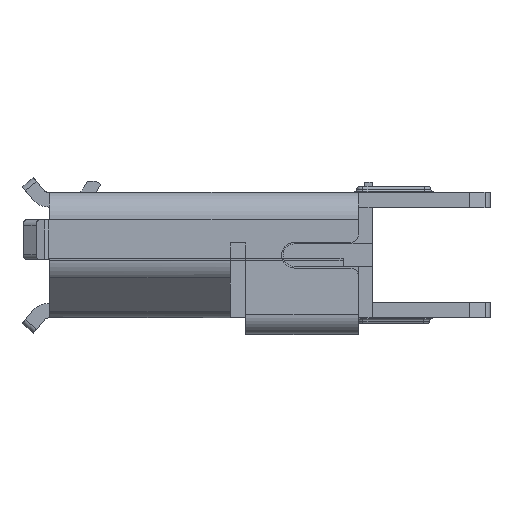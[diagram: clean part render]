
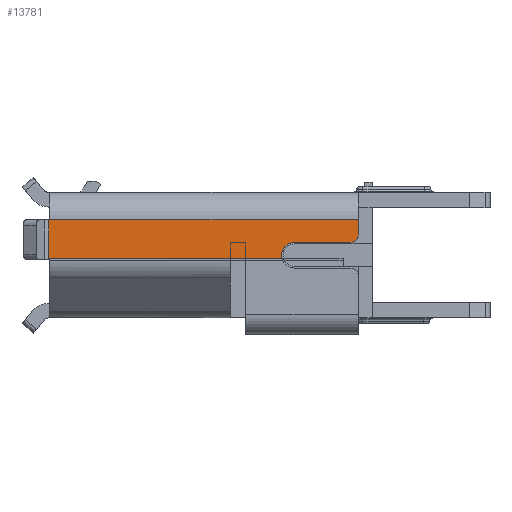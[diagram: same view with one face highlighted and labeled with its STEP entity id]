
A CAD part, left-side view. The second image highlights one B-rep face of the part: STEP entity #13781.
In plain terms, the highlighted planar face has unit normal (-1, 0, 0).
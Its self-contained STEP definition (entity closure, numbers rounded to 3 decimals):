
#4021=CARTESIAN_POINT('',(11.,-15.05,1.641));
#4022=CARTESIAN_POINT('',(11.,-15.05,1.638));
#4023=CARTESIAN_POINT('',(11.,-15.05,1.634));
#4024=CARTESIAN_POINT('',(11.,-15.05,1.627));
#4025=CARTESIAN_POINT('',(11.,-15.05,1.622));
#4026=CARTESIAN_POINT('',(11.,-15.05,1.62));
#4028=DIRECTION('',(0.,1.,0.));
#4029=VECTOR('',#4028,4.537);
#4030=CARTESIAN_POINT('',(11.,-19.587,1.641));
#4031=LINE('',#4030,#4029);
#4040=CARTESIAN_POINT('',(11.,-19.83,1.7));
#4041=DIRECTION('',(1.,0.,0.));
#4042=DIRECTION('',(0.,0.971,-0.237));
#4043=AXIS2_PLACEMENT_3D('',#4040,#4041,#4042);
#4045=DIRECTION('',(0.,1.,0.));
#4046=VECTOR('',#4045,0.02);
#4047=CARTESIAN_POINT('',(11.,-15.05,2.39));
#4048=LINE('',#4047,#4046);
#4049=DIRECTION('',(0.,0.,1.));
#4050=VECTOR('',#4049,0.29);
#4051=CARTESIAN_POINT('',(11.,-21.08,2.1));
#4052=LINE('',#4051,#4050);
#4053=CARTESIAN_POINT('',(11.,-20.93,2.1));
#4054=DIRECTION('',(-1.,0.,0.));
#4055=DIRECTION('',(0.,0.,-1.));
#4056=AXIS2_PLACEMENT_3D('',#4053,#4054,#4055);
#4067=CARTESIAN_POINT('',(11.,-15.05,1.62));
#4068=CARTESIAN_POINT('',(11.,-15.043,1.62));
#4069=CARTESIAN_POINT('',(11.,-15.037,1.62));
#4070=CARTESIAN_POINT('',(11.,-15.03,1.62));
#4333=DIRECTION('',(0.,-1.,0.));
#4334=VECTOR('',#4333,6.03);
#4335=CARTESIAN_POINT('',(11.,-15.05,2.39));
#4336=LINE('',#4335,#4334);
#4362=DIRECTION('',(0.,1.,0.));
#4363=VECTOR('',#4362,1.1);
#4364=CARTESIAN_POINT('',(11.,-20.93,1.95));
#4365=LINE('',#4364,#4363);
#5246=DIRECTION('',(0.,0.,1.));
#5247=VECTOR('',#5246,0.77);
#5248=CARTESIAN_POINT('',(11.,-15.03,1.62));
#5249=LINE('',#5248,#5247);
#7154=CARTESIAN_POINT('',(11.,-15.05,1.62));
#7156=VERTEX_POINT('',#7154);
#7203=CARTESIAN_POINT('',(11.,-15.05,2.39));
#7204=VERTEX_POINT('',#7203);
#7209=VERTEX_POINT('',#4070);
#7225=CARTESIAN_POINT('',(11.,-15.03,2.39));
#7226=VERTEX_POINT('',#7225);
#7239=CARTESIAN_POINT('',(11.,-19.587,1.641));
#7240=CARTESIAN_POINT('',(11.,-19.83,1.95));
#7241=VERTEX_POINT('',#7239);
#7242=VERTEX_POINT('',#7240);
#7243=CARTESIAN_POINT('',(11.,-20.93,1.95));
#7244=VERTEX_POINT('',#7243);
#7245=CARTESIAN_POINT('',(11.,-21.08,2.1));
#7246=VERTEX_POINT('',#7245);
#7247=CARTESIAN_POINT('',(11.,-21.08,2.39));
#7248=VERTEX_POINT('',#7247);
#7249=VERTEX_POINT('',#4021);
#13757=CARTESIAN_POINT('',(11.,-15.05,2.39));
#13758=DIRECTION('',(1.,0.,0.));
#13759=DIRECTION('',(0.,0.,-1.));
#13760=AXIS2_PLACEMENT_3D('',#13757,#13758,#13759);
#13761=PLANE('',#13760);
#13762=ORIENTED_EDGE('',*,*,#13745,.F.);
#13763=ORIENTED_EDGE('',*,*,#13735,.T.);
#13764=ORIENTED_EDGE('',*,*,#13733,.T.);
#13766=ORIENTED_EDGE('',*,*,#13765,.T.);
#13768=ORIENTED_EDGE('',*,*,#13767,.T.);
#13770=ORIENTED_EDGE('',*,*,#13769,.F.);
#13772=ORIENTED_EDGE('',*,*,#13771,.T.);
#13774=ORIENTED_EDGE('',*,*,#13773,.F.);
#13776=ORIENTED_EDGE('',*,*,#13775,.F.);
#13778=ORIENTED_EDGE('',*,*,#13777,.T.);
#13779=EDGE_LOOP('',(#13762,#13763,#13764,#13766,#13768,#13770,#13772,#13774,
#13776,#13778));
#13780=FACE_OUTER_BOUND('',#13779,.F.);
#4027=B_SPLINE_CURVE_WITH_KNOTS('',3,(#4021,#4022,#4023,#4024,#4025,#4026),
.UNSPECIFIED.,.F.,.F.,(4,1,1,4),(0.,0.333,0.667,1.),
.UNSPECIFIED.);
#4044=CIRCLE('',#4043,0.25);
#4057=CIRCLE('',#4056,0.15);
#4071=B_SPLINE_CURVE_WITH_KNOTS('',3,(#4067,#4068,#4069,#4070),.UNSPECIFIED.,
.F.,.F.,(4,4),(0.,1.),.UNSPECIFIED.);
#13733=EDGE_CURVE('',#7249,#7156,#4027,.T.);
#13735=EDGE_CURVE('',#7241,#7249,#4031,.T.);
#13745=EDGE_CURVE('',#7241,#7242,#4044,.T.);
#13765=EDGE_CURVE('',#7156,#7209,#4071,.T.);
#13767=EDGE_CURVE('',#7209,#7226,#5249,.T.);
#13769=EDGE_CURVE('',#7204,#7226,#4048,.T.);
#13771=EDGE_CURVE('',#7204,#7248,#4336,.T.);
#13773=EDGE_CURVE('',#7246,#7248,#4052,.T.);
#13775=EDGE_CURVE('',#7244,#7246,#4057,.T.);
#13777=EDGE_CURVE('',#7244,#7242,#4365,.T.);
#13781=ADVANCED_FACE('',(#13780),#13761,.F.);
